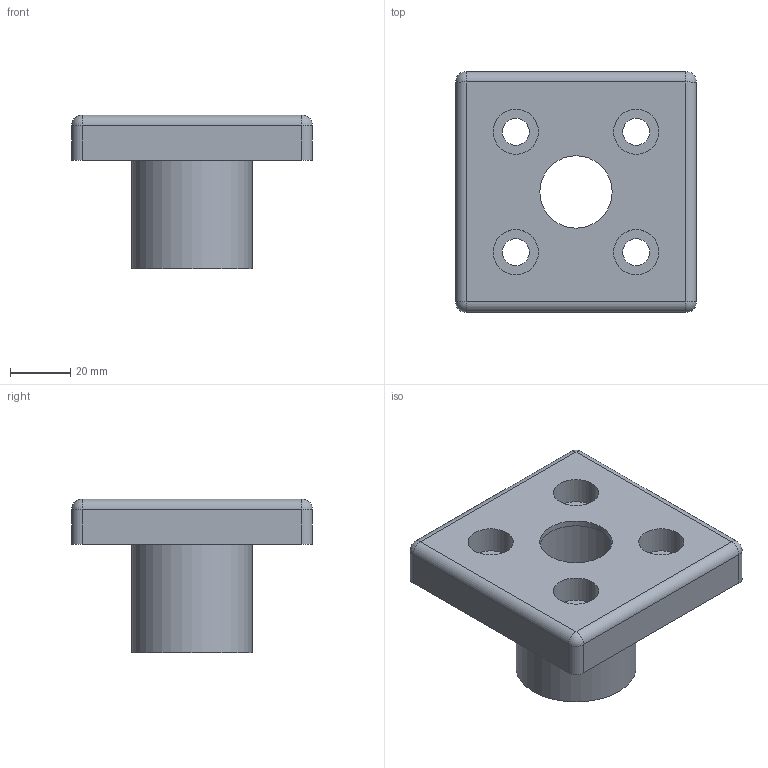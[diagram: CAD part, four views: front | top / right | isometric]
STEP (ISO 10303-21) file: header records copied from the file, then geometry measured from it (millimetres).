
FILE_DESCRIPTION((''),'2;1');
FILE_NAME('SL0400S.ipt.step','2007-09-10T15:14:01',(''),(''),'Autodesk Inventor 11','Autodesk Inventor 11','');
FILE_SCHEMA(('AUTOMOTIVE_DESIGN { 1 0 10303 214 1 1 1 1 }'));
Length unit declared in the file: millimetre
Products named in the file (1): SL0400S
Bounding box: 80 x 80 x 51 mm (x, y, z)
Volume: 91842.5 mm3; surface area: 27561.9 mm2
Topology: 1 solids, 1 shells, 35 faces, 73 edges, 42 vertices
Faces by surface type: bspline 12, cylinder 11, plane 8, sphere 4
Full cylindrical faces by diameter (mm): 24 x1, 32 x1, 39.9 x1
Entity records: 997 total; most frequent: CARTESIAN_POINT 284, DIRECTION 144, ORIENTED_EDGE 116, AXIS2_PLACEMENT_3D 62, EDGE_LOOP 62, EDGE_CURVE 58, VERTEX_POINT 42, CIRCLE 38
